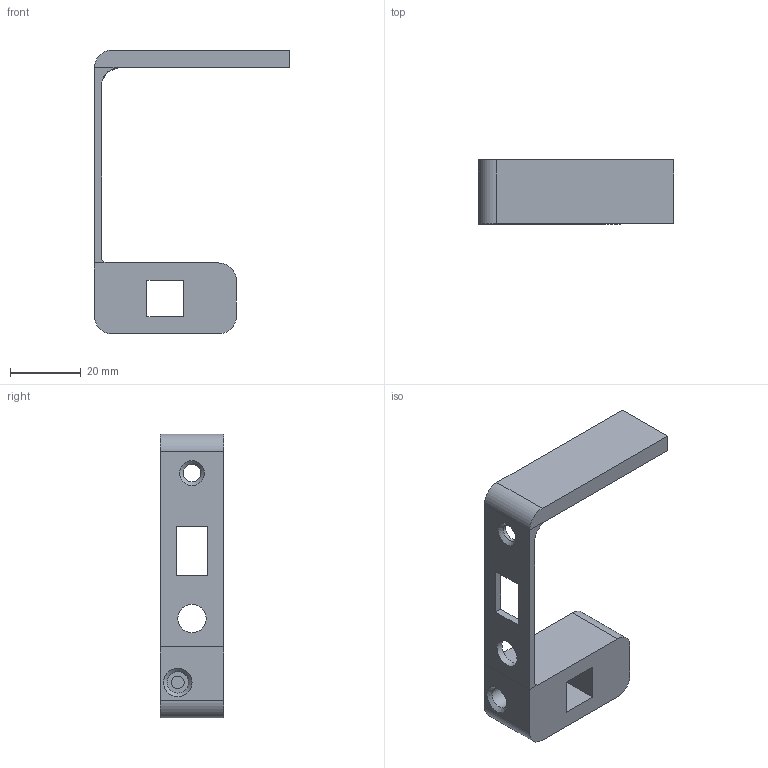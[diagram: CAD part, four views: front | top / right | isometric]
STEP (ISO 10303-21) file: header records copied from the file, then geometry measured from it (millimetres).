
FILE_DESCRIPTION(('FreeCAD Model'),'2;1');
FILE_NAME('electronics support 1.step', '2017-10-18T17:51:17',('Author'),(''), 'Open CASCADE STEP processor 6.8','FreeCAD','Unknown');
FILE_SCHEMA(('AUTOMOTIVE_DESIGN_CC2 { 1 2 10303 214 -1 1 5 4 }'));
Length unit declared in the file: millimetre
Products named in the file (2): ASSEMBLY; Fillet021033
Assembly tree (1 placements, depth 2):
  ASSEMBLY
    Fillet021033
Bounding box: 55 x 18 x 80 mm (x, y, z)
Volume: 18362.4 mm3; surface area: 8850.9 mm2
Topology: 1 solids, 1 shells, 50 faces, 129 edges, 82 vertices
Faces by surface type: plane 37, cylinder 10, cone 2, bspline 1
Full cylindrical faces by diameter (mm): 3.6 x1, 5 x1, 6 x1, 8 x1
Entity records: 3522 total; most frequent: CARTESIAN_POINT 884, DIRECTION 481, LINE 325, VECTOR 325, ORIENTED_EDGE 258, PCURVE 258, DEFINITIONAL_REPRESENTATION 258, EDGE_CURVE 129
